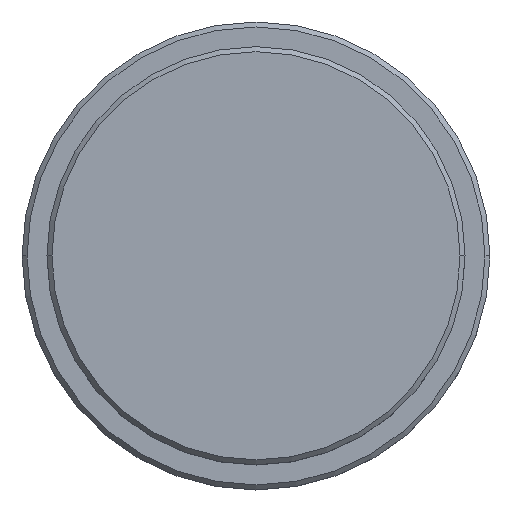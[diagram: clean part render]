
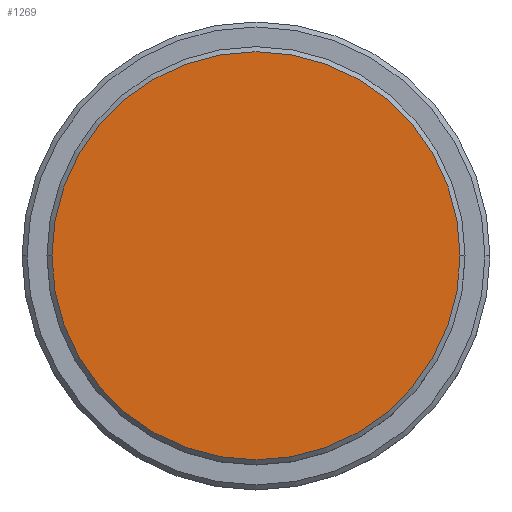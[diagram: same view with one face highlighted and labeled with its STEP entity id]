
A CAD part, top view. The second image highlights one B-rep face of the part: STEP entity #1269.
In plain terms, the highlighted planar face has unit normal (0, 0, 1).
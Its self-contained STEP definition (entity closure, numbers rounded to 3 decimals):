
#74 = CIRCLE ( 'NONE', #117, 20.5 ) ;
#78 = DIRECTION ( 'NONE',  ( 0., 0., 1. ) ) ;
#85 = VERTEX_POINT ( 'NONE', #389 ) ;
#91 = EDGE_CURVE ( 'NONE', #85, #985, #74, .T. ) ;
#117 = AXIS2_PLACEMENT_3D ( 'NONE', #1379, #78, #516 ) ;
#223 = ORIENTED_EDGE ( 'NONE', *, *, #357, .T. ) ;
#297 = DIRECTION ( 'NONE',  ( 1., 0., 0. ) ) ;
#357 = EDGE_CURVE ( 'NONE', #985, #85, #724, .T. ) ;
#364 = FACE_OUTER_BOUND ( 'NONE', #1230, .T. ) ;
#386 = CARTESIAN_POINT ( 'NONE',  ( 0., 0., 0. ) ) ;
#387 = CARTESIAN_POINT ( 'NONE',  ( 0., 0., 0. ) ) ;
#389 = CARTESIAN_POINT ( 'NONE',  ( -20.5, 0., 0. ) ) ;
#406 = ORIENTED_EDGE ( 'NONE', *, *, #91, .T. ) ;
#441 = AXIS2_PLACEMENT_3D ( 'NONE', #386, #1243, #501 ) ;
#501 = DIRECTION ( 'NONE',  ( 1., 0., 0. ) ) ;
#516 = DIRECTION ( 'NONE',  ( 1., 0., 0. ) ) ;
#724 = CIRCLE ( 'NONE', #441, 20.5 ) ;
#949 = DIRECTION ( 'NONE',  ( 0., 0., 1. ) ) ;
#985 = VERTEX_POINT ( 'NONE', #1412 ) ;
#1020 = PLANE ( 'NONE',  #1361 ) ;
#1230 = EDGE_LOOP ( 'NONE', ( #406, #223 ) ) ;
#1243 = DIRECTION ( 'NONE',  ( 0., 0., 1. ) ) ;
#1269 = ADVANCED_FACE ( 'NONE', ( #364 ), #1020, .T. ) ;
#1361 = AXIS2_PLACEMENT_3D ( 'NONE', #387, #949, #297 ) ;
#1379 = CARTESIAN_POINT ( 'NONE',  ( 0., 0., 0. ) ) ;
#1412 = CARTESIAN_POINT ( 'NONE',  ( 20.5, 0., 0. ) ) ;
